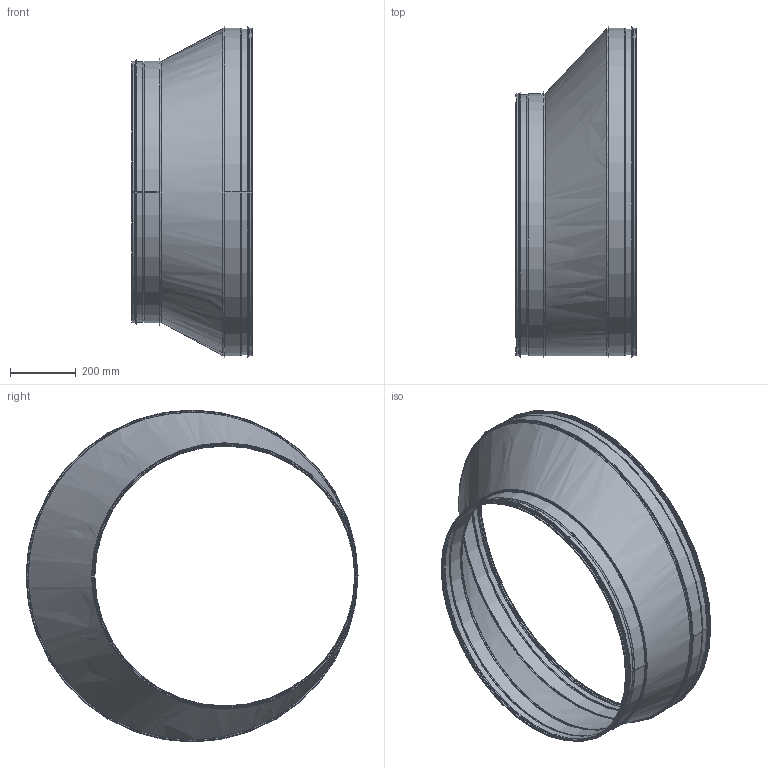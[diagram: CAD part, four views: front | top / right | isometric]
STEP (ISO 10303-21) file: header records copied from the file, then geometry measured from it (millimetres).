
FILE_DESCRIPTION(/* description */ ('Stos Med Fals Rörämne'),/* implementation_level */ '2;1');
FILE_NAME(/* name */ 'HFB-1000-04.stp',/* time_stamp */ '2016-05-11T11:23:42+02:00',/* author */ ('John'),/* organization */ (''),/* preprocessor_version */ 'ST-DEVELOPER v15.6',/* originating_system */ 'Autodesk Inventor 2015',/* authorisation */ '');
FILE_SCHEMA (('AUTOMOTIVE_DESIGN { 1 0 10303 214 3 1 1 }'));
Length unit declared in the file: millimetre
Products named in the file (8): StosMedFalsRörämne-1000; 999013; StosMedFals-1000; HFB-BC-30; StosMedFalsRörämne-800; 999012; StosMedFals-800; HFB-1000-04
Bounding box: 367.13 x 1013.1 x 1013.1 mm (x, y, z)
Volume: 909840.5 mm3; surface area: 2855694.7 mm2
Topology: 6 solids, 6 shells, 161 faces, 311 edges, 168 vertices
Faces by surface type: plane 77, torus 36, cylinder 32, cone 12, bspline 4
Full cylindrical faces by diameter (mm): 792.85 x1, 793.85 x1, 795.05 x1, 797.45 x1, 797.65 x5, 798.65 x3, 801.65 x1, 804.05 x1, 808.65 x1, 809.05 x1, 992.8 x1, 993.8 x1, 995 x1, 997.4 x1, 997.6 x5, 998.6 x3, 1001.6 x1, 1004 x1, 1008.6 x1, 1009 x1
Entity records: 4649 total; most frequent: CARTESIAN_POINT 1109, DIRECTION 769, ORIENTED_EDGE 562, AXIS2_PLACEMENT_3D 328, EDGE_CURVE 277, EDGE_LOOP 209, VERTEX_POINT 168, STYLED_ITEM 166
